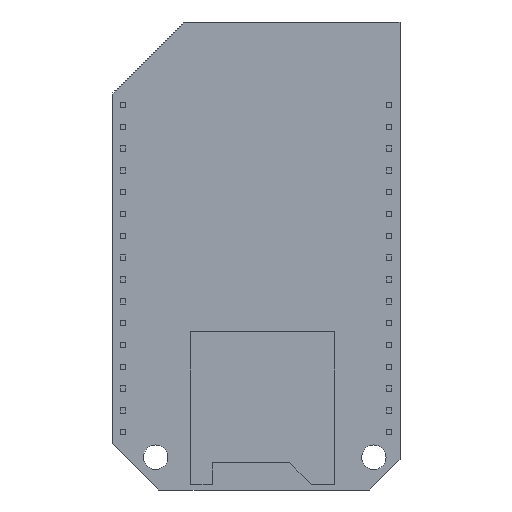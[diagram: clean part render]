
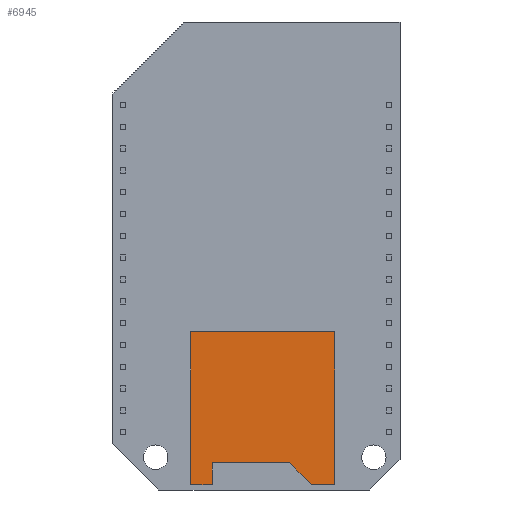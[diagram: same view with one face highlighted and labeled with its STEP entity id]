
A CAD part, front view. The second image highlights one B-rep face of the part: STEP entity #6945.
In plain terms, the highlighted planar face has unit normal (0, -1, 0).
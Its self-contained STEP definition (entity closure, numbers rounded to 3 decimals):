
#466=PLANE('',#7383);
#852=FACE_OUTER_BOUND('',#1286,.T.);
#1286=EDGE_LOOP('',(#5339,#5340,#5341,#5342,#5343,#5344,#5345,#5346));
#1726=LINE('',#9643,#2619);
#1868=LINE('',#9931,#2761);
#1870=LINE('',#9934,#2763);
#1871=LINE('',#9937,#2764);
#1873=LINE('',#9941,#2766);
#1875=LINE('',#9945,#2768);
#1877=LINE('',#9949,#2770);
#1879=LINE('',#9952,#2772);
#2619=VECTOR('',#7906,10.);
#2761=VECTOR('',#8056,10.);
#2763=VECTOR('',#8060,10.);
#2764=VECTOR('',#8063,10.);
#2766=VECTOR('',#8067,10.);
#2768=VECTOR('',#8071,10.);
#2770=VECTOR('',#8075,10.);
#2772=VECTOR('',#8079,10.);
#3554=VERTEX_POINT('',#9640);
#3555=VERTEX_POINT('',#9642);
#3696=VERTEX_POINT('',#9928);
#3697=VERTEX_POINT('',#9930);
#3698=VERTEX_POINT('',#9936);
#3699=VERTEX_POINT('',#9940);
#3700=VERTEX_POINT('',#9944);
#3701=VERTEX_POINT('',#9948);
#4194=EDGE_CURVE('',#3555,#3554,#1726,.T.);
#4338=EDGE_CURVE('',#3697,#3696,#1868,.T.);
#4340=EDGE_CURVE('',#3554,#3697,#1870,.T.);
#4341=EDGE_CURVE('',#3698,#3555,#1871,.T.);
#4343=EDGE_CURVE('',#3699,#3698,#1873,.T.);
#4345=EDGE_CURVE('',#3700,#3699,#1875,.T.);
#4347=EDGE_CURVE('',#3701,#3700,#1877,.T.);
#4349=EDGE_CURVE('',#3696,#3701,#1879,.T.);
#5339=ORIENTED_EDGE('',*,*,#4349,.T.);
#5340=ORIENTED_EDGE('',*,*,#4347,.T.);
#5341=ORIENTED_EDGE('',*,*,#4345,.T.);
#5342=ORIENTED_EDGE('',*,*,#4343,.T.);
#5343=ORIENTED_EDGE('',*,*,#4341,.T.);
#5344=ORIENTED_EDGE('',*,*,#4194,.T.);
#5345=ORIENTED_EDGE('',*,*,#4340,.T.);
#5346=ORIENTED_EDGE('',*,*,#4338,.T.);
#6945=ADVANCED_FACE('',(#852),#466,.T.);
#7383=AXIS2_PLACEMENT_3D('',#9953,#8080,#8081);
#7906=DIRECTION('',(1.,0.,0.));
#8056=DIRECTION('',(-1.,0.,0.));
#8060=DIRECTION('',(0.,0.,1.));
#8063=DIRECTION('',(0.707,0.,-0.707));
#8067=DIRECTION('',(1.,0.,0.));
#8071=DIRECTION('',(0.,0.,1.));
#8075=DIRECTION('',(1.,0.,0.));
#8079=DIRECTION('',(0.,0.,-1.));
#8080=DIRECTION('center_axis',(0.,-1.,0.));
#8081=DIRECTION('ref_axis',(0.,0.,-1.));
#9640=CARTESIAN_POINT('',(6.7,-1.5,-21.566));
#9642=CARTESIAN_POINT('',(4.582,-1.5,-21.566));
#9643=CARTESIAN_POINT('',(6.7,-1.5,-21.566));
#9928=CARTESIAN_POINT('',(-6.5,-1.5,-7.566));
#9930=CARTESIAN_POINT('',(6.7,-1.5,-7.566));
#9931=CARTESIAN_POINT('',(-6.5,-1.5,-7.566));
#9934=CARTESIAN_POINT('',(6.7,-1.5,-7.566));
#9936=CARTESIAN_POINT('',(2.582,-1.5,-19.566));
#9937=CARTESIAN_POINT('',(4.582,-1.5,-21.566));
#9940=CARTESIAN_POINT('',(-4.5,-1.5,-19.566));
#9941=CARTESIAN_POINT('',(2.582,-1.5,-19.566));
#9944=CARTESIAN_POINT('',(-4.5,-1.5,-21.566));
#9945=CARTESIAN_POINT('',(-4.5,-1.5,-19.566));
#9948=CARTESIAN_POINT('',(-6.5,-1.5,-21.566));
#9949=CARTESIAN_POINT('',(-4.5,-1.5,-21.566));
#9952=CARTESIAN_POINT('',(-6.5,-1.5,-21.566));
#9953=CARTESIAN_POINT('Origin',(-0.011,-1.5,-14.581));
